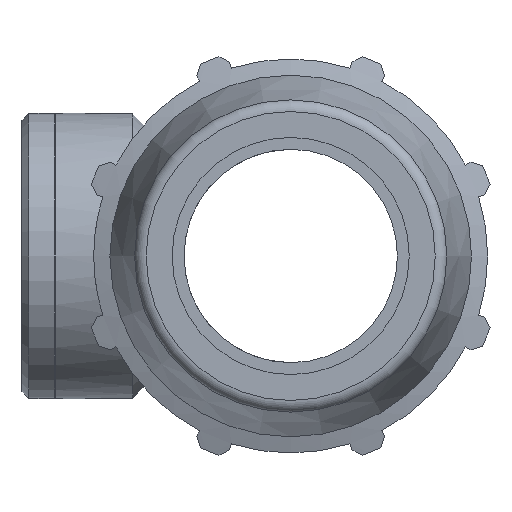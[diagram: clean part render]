
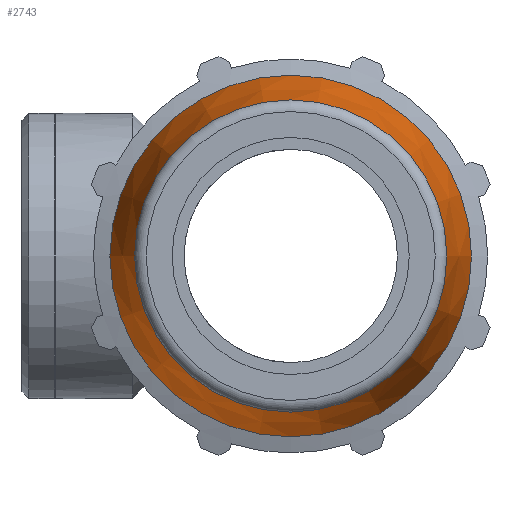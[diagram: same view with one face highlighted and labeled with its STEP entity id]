
A CAD part, left-side view. The second image highlights one B-rep face of the part: STEP entity #2743.
In plain terms, the highlighted conical face has half-angle 12 degrees and reference radius 52.971 mm.
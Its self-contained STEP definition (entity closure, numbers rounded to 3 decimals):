
#97=CONICAL_SURFACE('',#2963,52.971,12.);
#604=FACE_BOUND('',#889,.T.);
#714=FACE_OUTER_BOUND('',#888,.T.);
#888=EDGE_LOOP('',(#2192));
#889=EDGE_LOOP('',(#2193));
#1062=CIRCLE('',#2918,57.193);
#1068=CIRCLE('',#2961,49.381);
#1272=VERTEX_POINT('',#4393);
#1278=VERTEX_POINT('',#4465);
#1585=EDGE_CURVE('',#1272,#1272,#1062,.T.);
#1614=EDGE_CURVE('',#1278,#1278,#1068,.T.);
#2192=ORIENTED_EDGE('',*,*,#1585,.F.);
#2193=ORIENTED_EDGE('',*,*,#1614,.T.);
#2743=ADVANCED_FACE('',(#714,#604),#97,.T.);
#2918=AXIS2_PLACEMENT_3D('',#4394,#3366,#3367);
#2961=AXIS2_PLACEMENT_3D('',#4466,#3475,#3476);
#2963=AXIS2_PLACEMENT_3D('',#4469,#3479,#3480);
#3366=DIRECTION('center_axis',(1.,0.,0.));
#3367=DIRECTION('ref_axis',(0.,0.,-1.));
#3475=DIRECTION('center_axis',(1.,0.,0.));
#3476=DIRECTION('ref_axis',(0.,-1.,0.));
#3479=DIRECTION('center_axis',(1.,0.,0.));
#3480=DIRECTION('ref_axis',(0.,1.,0.));
#4393=CARTESIAN_POINT('',(-125.78,57.193,0.));
#4394=CARTESIAN_POINT('Origin',(-125.78,0.,0.));
#4465=CARTESIAN_POINT('',(-162.53,49.381,0.));
#4466=CARTESIAN_POINT('Origin',(-162.53,0.,
0.));
#4469=CARTESIAN_POINT('Origin',(-145.64,0.,0.));
